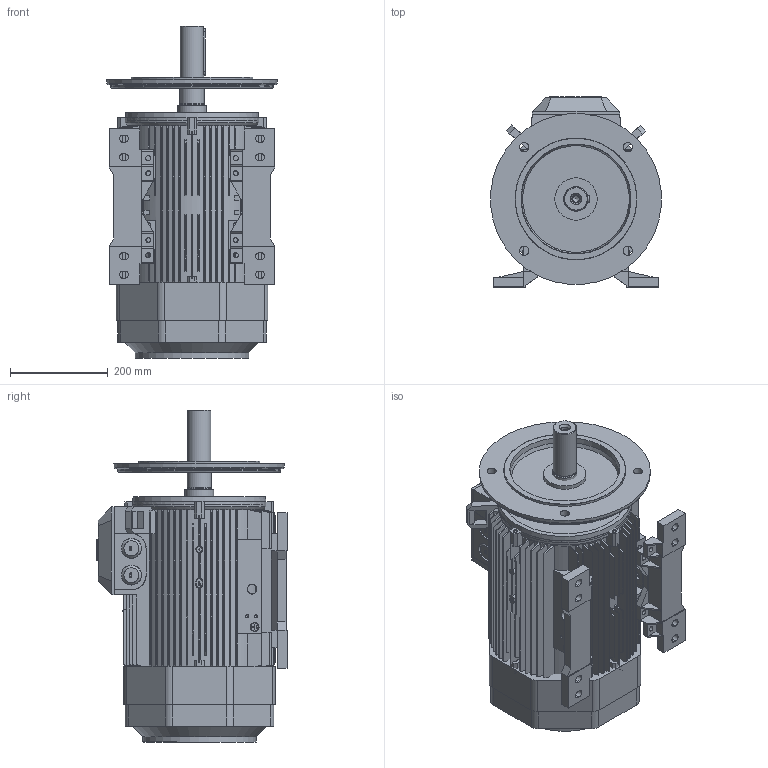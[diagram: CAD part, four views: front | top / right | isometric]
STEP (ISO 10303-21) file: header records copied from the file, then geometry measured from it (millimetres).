
FILE_DESCRIPTION(/* description */ (''),/* implementation_level */ '2;1');
FILE_NAME(/* name */ 'M2AA IE2 180 B35.stp',/* time_stamp */ '2015-07-07T12:19:30+02:00',/* author */ (''),/* organization */ (''),/* preprocessor_version */ 'ST-DEVELOPER v14',/* originating_system */ 'SIEMENS PLM Software NX 8.0',/* authorisation */ '');
FILE_SCHEMA (('AUTOMOTIVE_DESIGN { 1 0 10303 214 3 1 1 1 }'));
Products named in the file (1): M2AA IE2 180 B35_igs
Bounding box: 349.71 x 389.65 x 680.75 mm (x, y, z)
Volume: 17593002.7 mm3; surface area: 2296192.3 mm2
Topology: 16 solids, 1039 shells, 1366 faces, 5898 edges, 5495 vertices
Faces by surface type: plane 905, cylinder 181, cone 175, bspline 96, torus 9
Full cylindrical faces by diameter (mm): 6 x4, 6.8 x2, 8 x1, 8.4 x1, 8.5 x8, 10.5 x8, 13 x1, 14 x3, 16 x1, 16.4 x1, 16.629 x1, 16.969 x1, 17 x1, 17.226 x1, 17.568 x1, 19 x4, 40 x1, 42.5 x1, 44.4 x1, 45 x2, 46.6 x1, 48 x1, 49.4 x1, 50 x1, 53 x1, 59 x1, 86.511 x1, 232.314 x1, 250 x1, 258.274 x1
Entity records: 86567 total; most frequent: CARTESIAN_POINT 33021, DIRECTION 7070, ORIENTED_EDGE 6654, EDGE_CURVE 5782, VERTEX_POINT 5490, LINE 3092, VECTOR 3092, AXIS2_PLACEMENT_3D 1989
